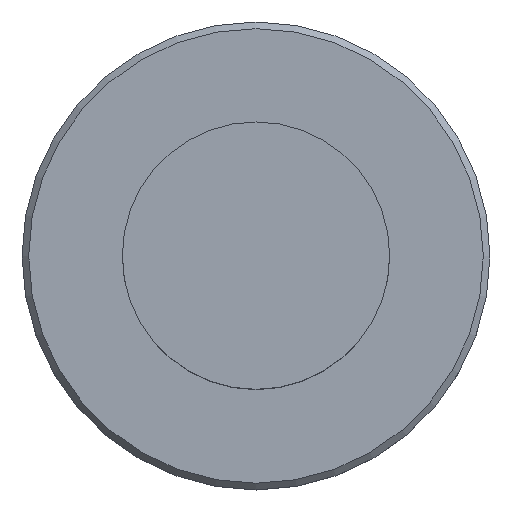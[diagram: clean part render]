
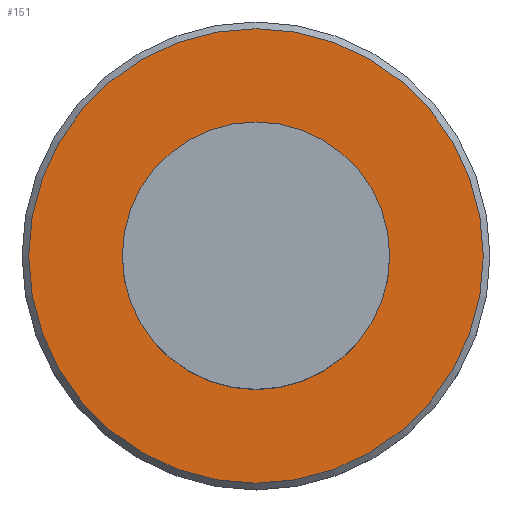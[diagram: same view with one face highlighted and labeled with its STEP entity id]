
A CAD part, top view. The second image highlights one B-rep face of the part: STEP entity #151.
In plain terms, the highlighted planar face has unit normal (0, 0, 1).
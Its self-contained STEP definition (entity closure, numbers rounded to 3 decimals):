
#25=FACE_BOUND('',#51,.T.);
#28=PLANE('',#190);
#38=FACE_OUTER_BOUND('',#50,.T.);
#50=EDGE_LOOP('',(#132));
#51=EDGE_LOOP('',(#133));
#67=CIRCLE('',#189,3.4);
#68=CIRCLE('',#191,2.);
#79=VERTEX_POINT('',#286);
#80=VERTEX_POINT('',#290);
#96=EDGE_CURVE('',#79,#79,#67,.T.);
#98=EDGE_CURVE('',#80,#80,#68,.T.);
#132=ORIENTED_EDGE('',*,*,#96,.F.);
#133=ORIENTED_EDGE('',*,*,#98,.T.);
#151=ADVANCED_FACE('',(#38,#25),#28,.F.);
#189=AXIS2_PLACEMENT_3D('',#287,#240,#241);
#190=AXIS2_PLACEMENT_3D('',#289,#243,#244);
#191=AXIS2_PLACEMENT_3D('',#291,#245,#246);
#240=DIRECTION('center_axis',(0.,0.,
-1.));
#241=DIRECTION('ref_axis',(1.,0.,0.));
#243=DIRECTION('center_axis',(0.,0.,
-1.));
#244=DIRECTION('ref_axis',(1.,0.,0.));
#245=DIRECTION('center_axis',(0.,0.,
-1.));
#246=DIRECTION('ref_axis',(1.,0.,0.));
#286=CARTESIAN_POINT('',(66.027,-24.444,-12.343));
#287=CARTESIAN_POINT('Origin',(69.427,-24.444,-12.343));
#289=CARTESIAN_POINT('Origin',(69.427,-24.444,-12.343));
#290=CARTESIAN_POINT('',(67.427,-24.444,-12.343));
#291=CARTESIAN_POINT('Origin',(69.427,-24.444,-12.343));
